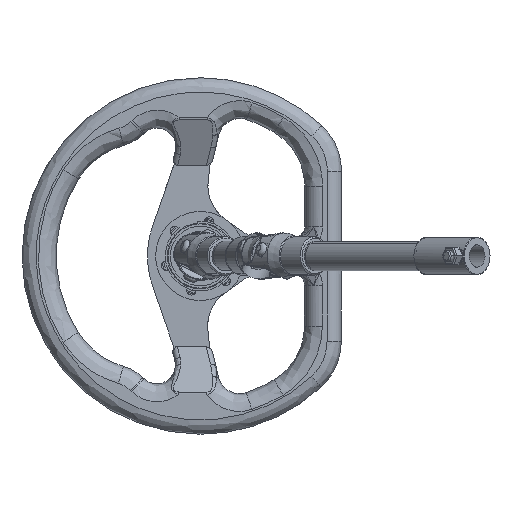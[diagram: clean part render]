
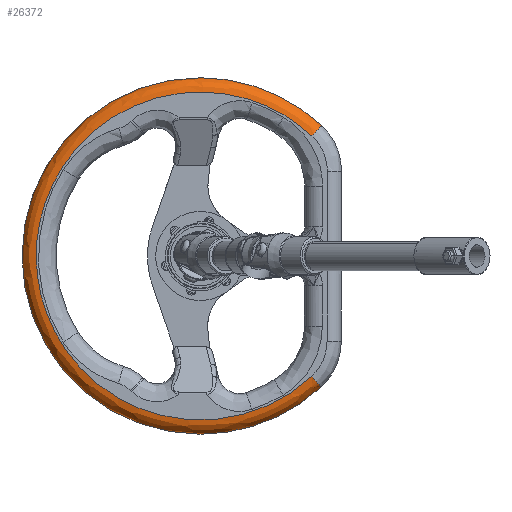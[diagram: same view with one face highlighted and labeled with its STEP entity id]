
A CAD part, left-side view. The second image highlights one B-rep face of the part: STEP entity #26372.
In plain terms, the highlighted free-form (B-spline) face has degree [3, 3] with [4, 7] control points.
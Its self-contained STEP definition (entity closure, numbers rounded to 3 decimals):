
#402 = CIRCLE ( 'NONE', #1401, 10.16 ) ;
#537 = VERTEX_POINT ( 'NONE', #27978 ) ;
#704 = ORIENTED_EDGE ( 'NONE', *, *, #27236, .F. ) ;
#1161 = CARTESIAN_POINT ( 'NONE',  ( -85.669, -79.451, 17.323 ) ) ;
#1401 = AXIS2_PLACEMENT_3D ( 'NONE', #25570, #12452, #25660 ) ;
#1416 = CARTESIAN_POINT ( 'NONE',  ( 0., 116.84, 17.323 ) ) ;
#1888 = CARTESIAN_POINT ( 'NONE',  ( 175.063, 8.186, 17.323 ) ) ;
#1920 = CARTESIAN_POINT ( 'NONE',  ( 0., 127., 7.163 ) ) ;
#2100 = ORIENTED_EDGE ( 'NONE', *, *, #22910, .T. ) ;
#2702 = CARTESIAN_POINT ( 'NONE',  ( 0., 122.792, 17.323 ) ) ;
#3358 = CIRCLE ( 'NONE', #25603, 10.16 ) ;
#4054 = DIRECTION ( 'NONE',  ( 1., 0., 0. ) ) ;
#4810 = EDGE_LOOP ( 'NONE', ( #17152, #2100, #17355, #19023, #704, #17180 ) ) ;
#4982 = VERTEX_POINT ( 'NONE', #16717 ) ;
#5990 = CARTESIAN_POINT ( 'NONE',  ( -166.578, 7.789, 17.323 ) ) ;
#6372 = DIRECTION ( 'NONE',  ( -0.733, -0.68, 0. ) ) ;
#6491 = CARTESIAN_POINT ( 'NONE',  ( -129.33, 127., 7.163 ) ) ;
#6993 = CARTESIAN_POINT ( 'NONE',  ( 85.669, -79.451, 17.323 ) ) ;
#7240 = VERTEX_POINT ( 'NONE', #20194 ) ;
#7821 = CARTESIAN_POINT ( 'NONE',  ( 0., 127., 13.114 ) ) ;
#10270 = CARTESIAN_POINT ( 'NONE',  ( 166.578, 7.789, 17.323 ) ) ;
#10627 =( BOUNDED_CURVE ( )  B_SPLINE_CURVE ( 3, ( #27334, #26771, #27531, #27526, #27760, #27732, #27981 ),
 .UNSPECIFIED., .F., .T. ) 
 B_SPLINE_CURVE_WITH_KNOTS ( ( 4, 3, 4 ),
 ( 0., 0.5, 1. ),
 .UNSPECIFIED. ) 
 CURVE ( )  GEOMETRIC_REPRESENTATION_ITEM ( )  RATIONAL_B_SPLINE_CURVE ( ( 1., 0.6, 0.6, 1., 0.6, 0.6, 1. ) ) 
 REPRESENTATION_ITEM ( '' )  );
#10755 = CARTESIAN_POINT ( 'NONE',  ( 90.032, -83.498, 17.323 ) ) ;
#10769 = EDGE_CURVE ( 'NONE', #537, #14336, #3358, .T. ) ;
#12133 = DIRECTION ( 'NONE',  ( -0.68, 0.733, 0. ) ) ;
#12452 = DIRECTION ( 'NONE',  ( 0.68, 0.733, 0. ) ) ;
#12484 = CARTESIAN_POINT ( 'NONE',  ( -129.33, 127., 13.114 ) ) ;
#13561 = AXIS2_PLACEMENT_3D ( 'NONE', #15483, #28646, #24257 ) ;
#14046 = CARTESIAN_POINT ( 'NONE',  ( -85.669, -79.451, 7.163 ) ) ;
#14336 = VERTEX_POINT ( 'NONE', #1161 ) ;
#15098 = CIRCLE ( 'NONE', #24467, 127. ) ;
#15330 = CARTESIAN_POINT ( 'NONE',  ( 125.045, 122.792, 17.323 ) ) ;
#15420 = DIRECTION ( 'NONE',  ( 0., 0., -1. ) ) ;
#15483 = CARTESIAN_POINT ( 'NONE',  ( 0., 0., 7.163 ) ) ;
#15626 = CARTESIAN_POINT ( 'NONE',  ( 127., 0., 7.163 ) ) ;
#15727 = CARTESIAN_POINT ( 'NONE',  ( -93.118, -86.36, 7.163 ) ) ;
#15881 = EDGE_CURVE ( 'NONE', #537, #4982, #15098, .T. ) ;
#16315 = CARTESIAN_POINT ( 'NONE',  ( -125.045, 122.792, 17.323 ) ) ;
#16672 = CARTESIAN_POINT ( 'NONE',  ( 129.33, 127., 13.114 ) ) ;
#16717 = CARTESIAN_POINT ( 'NONE',  ( -127., 0., 7.163 ) ) ;
#16789 = VERTEX_POINT ( 'NONE', #15626 ) ;
#17032 = CARTESIAN_POINT ( 'NONE',  ( -181.063, 8.467, 13.114 ) ) ;
#17090 = CARTESIAN_POINT ( 'NONE',  ( 118.984, 116.84, 17.323 ) ) ;
#17152 = ORIENTED_EDGE ( 'NONE', *, *, #10769, .T. ) ;
#17180 = ORIENTED_EDGE ( 'NONE', *, *, #15881, .F. ) ;
#17355 = ORIENTED_EDGE ( 'NONE', *, *, #19366, .T. ) ;
#18505 = CARTESIAN_POINT ( 'NONE',  ( -90.032, -83.498, 17.323 ) ) ;
#19023 = ORIENTED_EDGE ( 'NONE', *, *, #26764, .F. ) ;
#19366 = EDGE_CURVE ( 'NONE', #7240, #19747, #402, .T. ) ;
#19747 = VERTEX_POINT ( 'NONE', #21772 ) ;
#20194 = CARTESIAN_POINT ( 'NONE',  ( 85.669, -79.451, 17.323 ) ) ;
#20590 = CIRCLE ( 'NONE', #13561, 127. ) ;
#21539 = CARTESIAN_POINT ( 'NONE',  ( -93.118, -86.36, 13.114 ) ) ;
#21606 = CARTESIAN_POINT ( 'NONE',  ( -118.984, 116.84, 17.323 ) ) ;
#21641 = CARTESIAN_POINT ( 'NONE',  ( 93.118, -86.36, 7.163 ) ) ;
#21731 = CARTESIAN_POINT ( 'NONE',  ( 181.063, 8.467, 7.163 ) ) ;
#21772 = CARTESIAN_POINT ( 'NONE',  ( 93.118, -86.36, 7.163 ) ) ;
#22234 = CARTESIAN_POINT ( 'NONE',  ( 0., 0., 7.163 ) ) ;
#22386 = AXIS2_PLACEMENT_3D ( 'NONE', #22234, #15420, #4054 ) ;
#22910 = EDGE_CURVE ( 'NONE', #14336, #7240, #10627, .T. ) ;
#22993 = CARTESIAN_POINT ( 'NONE',  ( 93.118, -86.36, 13.114 ) ) ;
#23833 = CIRCLE ( 'NONE', #22386, 127. ) ;
#24257 = DIRECTION ( 'NONE',  ( 1., 0., 0. ) ) ;
#24417 = CARTESIAN_POINT ( 'NONE',  ( -181.063, 8.467, 7.163 ) ) ;
#24467 = AXIS2_PLACEMENT_3D ( 'NONE', #26090, #26240, #26202 ) ;
#25570 = CARTESIAN_POINT ( 'NONE',  ( 85.669, -79.451, 7.163 ) ) ;
#25603 = AXIS2_PLACEMENT_3D ( 'NONE', #14046, #12133, #6372 ) ;
#25660 = DIRECTION ( 'NONE',  ( 0.733, -0.68, 0. ) ) ;
#26090 = CARTESIAN_POINT ( 'NONE',  ( 0., 0., 7.163 ) ) ;
#26202 = DIRECTION ( 'NONE',  ( 1., 0., 0. ) ) ;
#26238 = CARTESIAN_POINT ( 'NONE',  ( -85.669, -79.451, 17.323 ) ) ;
#26240 = DIRECTION ( 'NONE',  ( 0., 0., -1. ) ) ;
#26268 = CARTESIAN_POINT ( 'NONE',  ( 129.33, 127., 7.163 ) ) ;
#26372 = ADVANCED_FACE ( 'NONE', ( #26699 ), #28456, .T. ) ;
#26699 = FACE_OUTER_BOUND ( 'NONE', #4810, .T. ) ;
#26764 = EDGE_CURVE ( 'NONE', #16789, #19747, #23833, .T. ) ;
#26771 = CARTESIAN_POINT ( 'NONE',  ( -166.578, 7.789, 17.323 ) ) ;
#27123 = CARTESIAN_POINT ( 'NONE',  ( -175.063, 8.186, 17.323 ) ) ;
#27236 = EDGE_CURVE ( 'NONE', #4982, #16789, #20590, .T. ) ;
#27334 = CARTESIAN_POINT ( 'NONE',  ( -85.669, -79.451, 17.323 ) ) ;
#27507 = CARTESIAN_POINT ( 'NONE',  ( 181.063, 8.467, 13.114 ) ) ;
#27526 = CARTESIAN_POINT ( 'NONE',  ( 0., 116.84, 17.323 ) ) ;
#27531 = CARTESIAN_POINT ( 'NONE',  ( -118.984, 116.84, 17.323 ) ) ;
#27732 = CARTESIAN_POINT ( 'NONE',  ( 166.578, 7.789, 17.323 ) ) ;
#27760 = CARTESIAN_POINT ( 'NONE',  ( 118.984, 116.84, 17.323 ) ) ;
#27978 = CARTESIAN_POINT ( 'NONE',  ( -93.118, -86.36, 7.163 ) ) ;
#27981 = CARTESIAN_POINT ( 'NONE',  ( 85.669, -79.451, 17.323 ) ) ;
#28456 =( BOUNDED_SURFACE ( )  B_SPLINE_SURFACE ( 3, 3, ( 
 ( #6993, #10270, #17090, #1416, #21606, #5990, #26238 ),
 ( #10755, #1888, #15330, #2702, #16315, #27123, #18505 ),
 ( #22993, #27507, #16672, #7821, #12484, #17032, #21539 ),
 ( #21641, #21731, #26268, #1920, #6491, #24417, #15727 ) ),
 .UNSPECIFIED., .F., .F., .F. ) 
 B_SPLINE_SURFACE_WITH_KNOTS ( ( 4, 4 ),
 ( 4, 3, 4 ),
 ( 0., 1. ),
 ( 0., 0.5, 1. ),
 .UNSPECIFIED. ) 
 GEOMETRIC_REPRESENTATION_ITEM ( )  RATIONAL_B_SPLINE_SURFACE ( (
 ( 1., 0.6, 0.6, 1., 0.6, 0.6, 1.),
 ( 0.805, 0.483, 0.483, 0.805, 0.483, 0.483, 0.805),
 ( 0.805, 0.483, 0.483, 0.805, 0.483, 0.483, 0.805),
 ( 1., 0.6, 0.6, 1., 0.6, 0.6, 1.) ) ) 
 REPRESENTATION_ITEM ( '' )  SURFACE ( )  );
#28646 = DIRECTION ( 'NONE',  ( 0., 0., -1. ) ) ;
